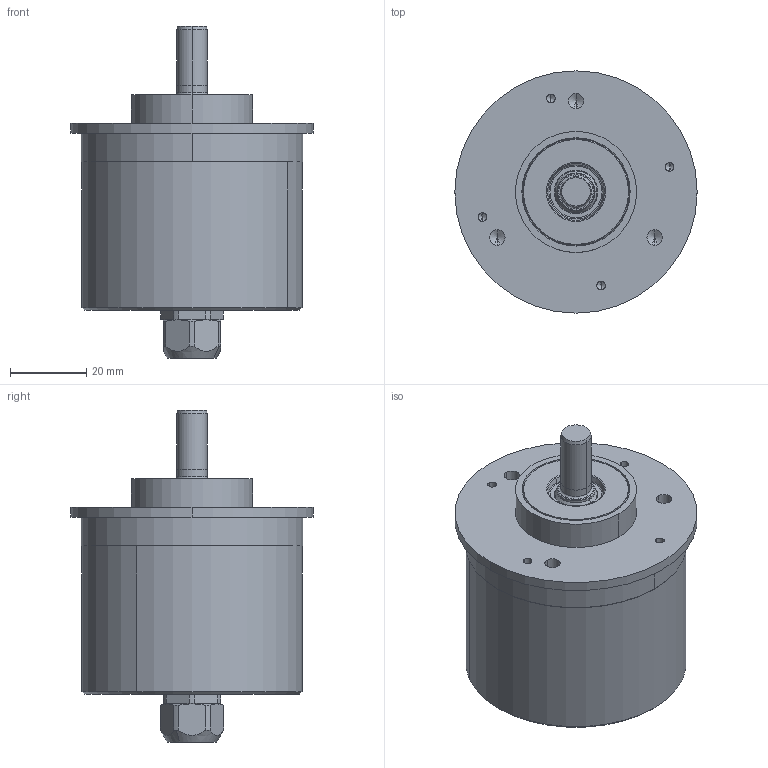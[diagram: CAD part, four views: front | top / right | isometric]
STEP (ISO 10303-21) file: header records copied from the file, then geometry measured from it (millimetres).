
FILE_DESCRIPTION((''),'2;1');
FILE_NAME('527720','2010-11-10T',('se2802'),(''),'PRO/ENGINEER BY PARAMETRIC TECHNOLOGY CORPORATION, 2010180','PRO/ENGINEER BY PARAMETRIC TECHNOLOGY CORPORATION, 2010180','');
FILE_SCHEMA(('CONFIG_CONTROL_DESIGN'));
Length unit declared in the file: millimetre
Products named in the file (1): 527720
Bounding box: 63.5 x 63.5 x 87 mm (x, y, z)
Volume: 79864.7 mm3; surface area: 42743.2 mm2
Topology: 1 solids, 2 shells, 1153 faces, 3168 edges, 2056 vertices
Faces by surface type: plane 388, extrusion 324, cylinder 311, cone 106, torus 18, sphere 6
Entity records: 39892 total; most frequent: CARTESIAN_POINT 11517, ORIENTED_EDGE 6304, DIRECTION 5133, EDGE_CURVE 3152, VERTEX_POINT 2056, AXIS2_PLACEMENT_3D 1737, VECTOR 1659, LINE 1335
